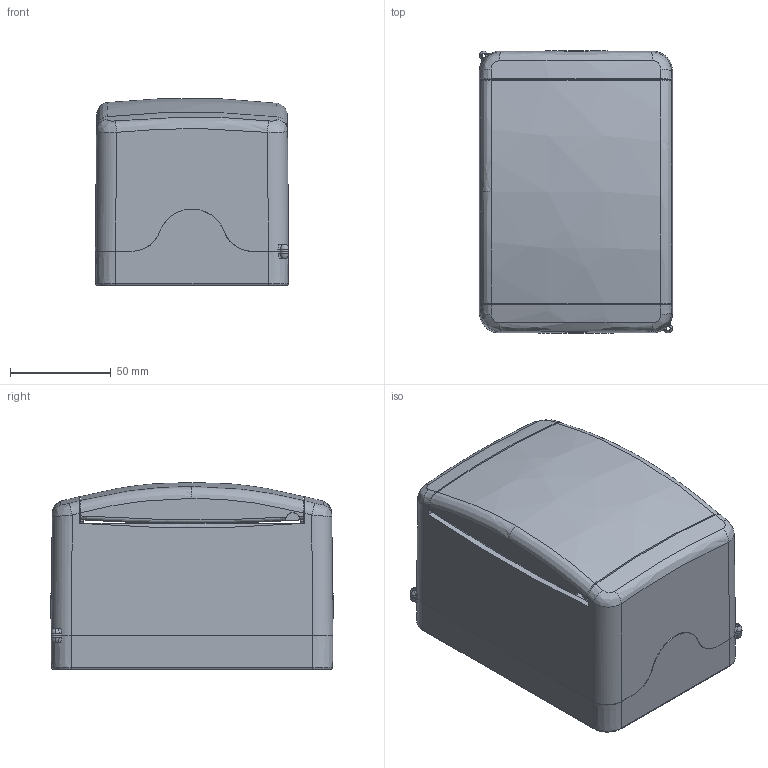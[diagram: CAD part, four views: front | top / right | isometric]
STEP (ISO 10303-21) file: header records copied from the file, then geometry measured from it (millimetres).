
FILE_DESCRIPTION (( 'STEP AP203' ), '1' );
FILE_NAME ('4 mod.STEP', '2023-09-11T10:19:55', ( '' ), ( '' ), 'SwSTEP 2.0', 'SolidWorks 2022', '' );
FILE_SCHEMA (( 'CONFIG_CONTROL_DESIGN' ));
Length unit declared in the file: millimetre
Products named in the file (7): Крышка 4ucp_160201_без уклонов; Корпус 4ucp_160126_Уклоны; Саморез 3х16; 4 mod; Plate 4uc; Дверца 4ucp_160126_уклоны; Микрик АББ_Закрыт
Assembly tree (7 placements, depth 2):
  4 mod
    Корпус 4ucp_160126_Уклоны
    Крышка 4ucp_160201_без уклонов
    Дверца 4ucp_160126_уклоны
    Микрик АББ_Закрыт
    Саморез 3х16  x2
    Plate 4uc
Bounding box: 96 x 140.37 x 92.86 mm (x, y, z)
Volume: 155236.1 mm3; surface area: 177752.3 mm2
Topology: 7 solids, 7 shells, 1301 faces, 3488 edges, 2185 vertices
Faces by surface type: plane 676, cylinder 231, bspline 179, cone 126, torus 83, sphere 6
Entity records: 51190 total; most frequent: CARTESIAN_POINT 20893, ORIENTED_EDGE 6796, DIRECTION 5375, EDGE_CURVE 3398, VERTEX_POINT 2147, VECTOR 1967, LINE 1967, AXIS2_PLACEMENT_3D 1704
